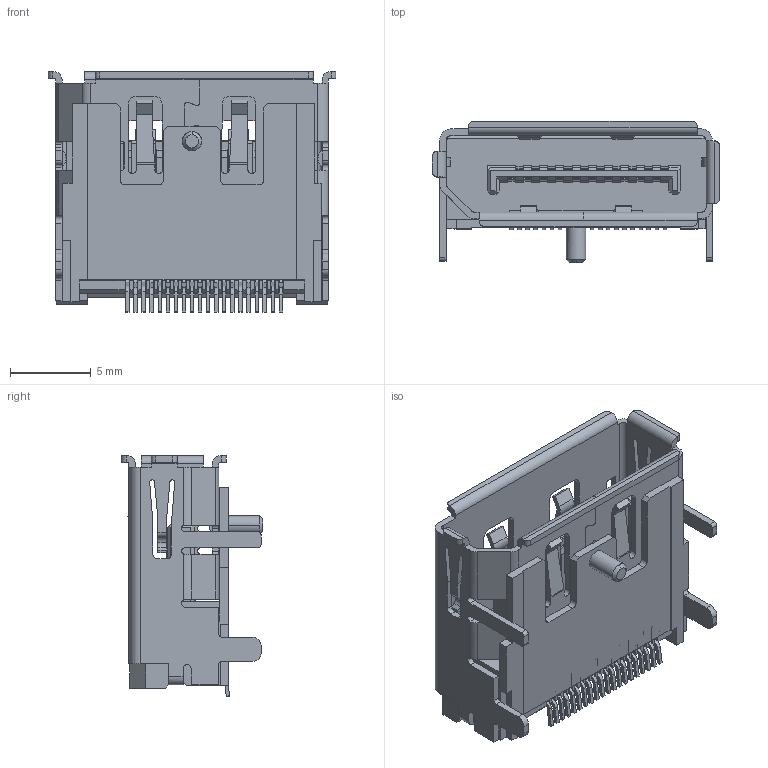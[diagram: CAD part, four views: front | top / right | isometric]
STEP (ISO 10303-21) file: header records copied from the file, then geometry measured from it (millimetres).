
FILE_DESCRIPTION (( 'STEP AP214' ), '1' );
FILE_NAME ('DP.STEP', '2021-07-18T06:33:09', ( 'boksop' ), ( '' ), 'SwSTEP 2.0', 'SolidWorks 2020', '' );
FILE_SCHEMA (( 'AUTOMOTIVE_DESIGN' ));
Length unit declared in the file: millimetre
Products named in the file (1): DP
Bounding box: 17.79 x 8.75 x 14.89 mm (x, y, z)
Volume: 647.5 mm3; surface area: 1895.2 mm2
Topology: 1 solids, 1 shells, 1143 faces, 3455 edges, 2439 vertices
Faces by surface type: plane 885, cylinder 256, cone 2
Entity records: 38436 total; most frequent: CARTESIAN_POINT 7110, ORIENTED_EDGE 6680, DIRECTION 6261, EDGE_CURVE 3340, LINE 2897, VECTOR 2897, VERTEX_POINT 2209, AXIS2_PLACEMENT_3D 1682
